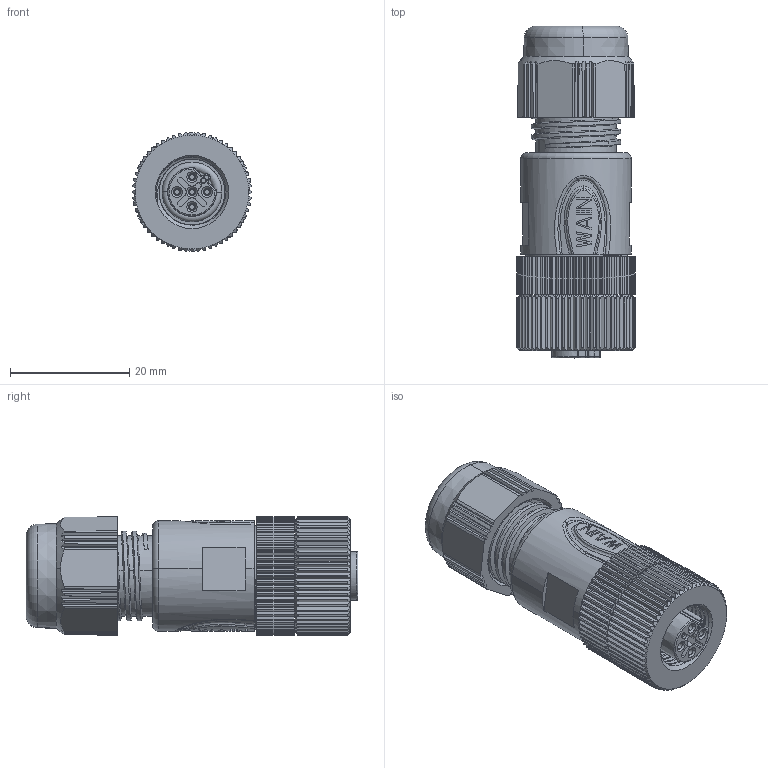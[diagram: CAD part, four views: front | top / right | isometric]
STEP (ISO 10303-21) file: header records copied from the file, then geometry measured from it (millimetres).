
FILE_DESCRIPTION((''),'2;1');
FILE_NAME('PRT0002','2021-01-05T',('zh.su'),(''),'PRO/ENGINEER BY PARAMETRIC TECHNOLOGY CORPORATION, 2012480','PRO/ENGINEER BY PARAMETRIC TECHNOLOGY CORPORATION, 2012480','');
FILE_SCHEMA(('CONFIG_CONTROL_DESIGN'));
Length unit declared in the file: millimetre
Products named in the file (1): PRT0002
Bounding box: 20 x 55.57 x 20 mm (x, y, z)
Volume: 13492.2 mm3; surface area: 6442.2 mm2
Topology: 1 solids, 1 shells, 1099 faces, 2942 edges, 1880 vertices
Faces by surface type: plane 462, cylinder 332, cone 230, bspline 41, torus 29, extrusion 3, sphere 2
Entity records: 44290 total; most frequent: CARTESIAN_POINT 18248, ORIENTED_EDGE 5880, DIRECTION 4866, EDGE_CURVE 2940, VERTEX_POINT 1880, AXIS2_PLACEMENT_3D 1839, VECTOR 1188, LINE 1185
